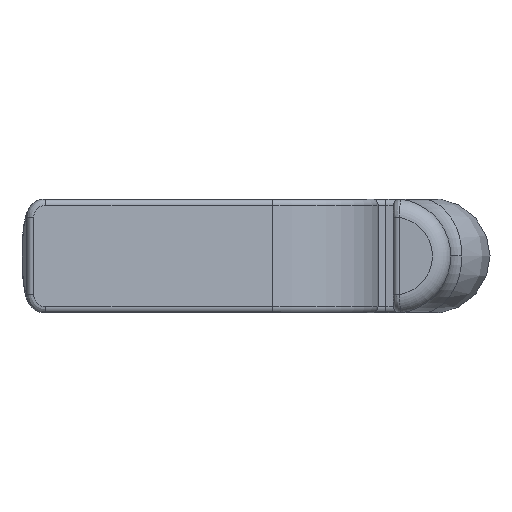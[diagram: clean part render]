
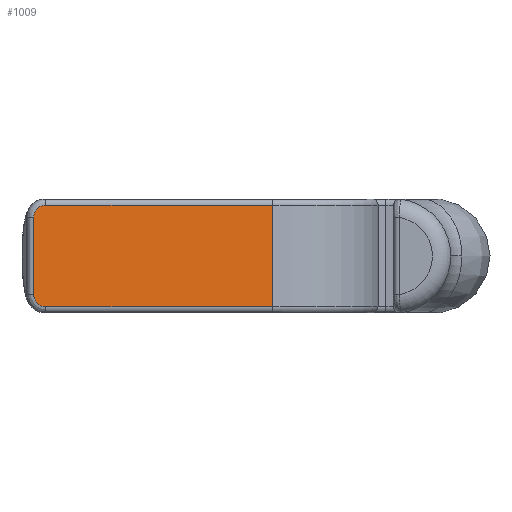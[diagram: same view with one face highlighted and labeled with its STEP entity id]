
A CAD part, front view. The second image highlights one B-rep face of the part: STEP entity #1009.
In plain terms, the highlighted planar face has unit normal (0.138, -0.99, 0).
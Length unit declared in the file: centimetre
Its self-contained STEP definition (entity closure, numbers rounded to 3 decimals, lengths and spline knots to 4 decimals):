
#7 = VECTOR ( 'NONE', #1257, 100. ) ;
#8 = CARTESIAN_POINT ( 'NONE',  ( -1.4618, -5.2797, -0.1599 ) ) ;
#20 = CARTESIAN_POINT ( 'NONE',  ( -1.4618, -5.2797, -0.1734 ) ) ;
#56 = FACE_OUTER_BOUND ( 'NONE', #1301, .T. ) ;
#60 = EDGE_CURVE ( 'NONE', #612, #854, #1525, .T. ) ;
#63 = VERTEX_POINT ( 'NONE', #1479 ) ;
#70 = CARTESIAN_POINT ( 'NONE',  ( -1.4618, -5.2797, 0.1734 ) ) ;
#91 = CARTESIAN_POINT ( 'NONE',  ( -1.4379, -5.2764, 0.2056 ) ) ;
#110 = VECTOR ( 'NONE', #434, 100. ) ;
#134 = AXIS2_PLACEMENT_3D ( 'NONE', #1109, #1125, #528 ) ;
#174 = VERTEX_POINT ( 'NONE', #8 ) ;
#181 = PLANE ( 'NONE',  #134 ) ;
#207 = LINE ( 'NONE', #313, #304 ) ;
#304 = VECTOR ( 'NONE', #1007, 100. ) ;
#306 = ORIENTED_EDGE ( 'NONE', *, *, #788, .T. ) ;
#313 = CARTESIAN_POINT ( 'NONE',  ( -0.4695, -5.1411, -0.2112 ) ) ;
#327 = CARTESIAN_POINT ( 'NONE',  ( -1.4115, -5.2727, 0.2112 ) ) ;
#434 = DIRECTION ( 'NONE',  ( 0., 0., -1. ) ) ;
#466 = ORIENTED_EDGE ( 'NONE', *, *, #580, .T. ) ;
#508 = CARTESIAN_POINT ( 'NONE',  ( -1.438, -5.2764, -0.2056 ) ) ;
#515 = CARTESIAN_POINT ( 'NONE',  ( -1.4618, -5.2797, -0.1599 ) ) ;
#528 = DIRECTION ( 'NONE',  ( 0., 0., -1. ) ) ;
#529 = VERTEX_POINT ( 'NONE', #683 ) ;
#546 = CARTESIAN_POINT ( 'NONE',  ( -1.4618, -5.2797, -0.2381 ) ) ;
#554 = ORIENTED_EDGE ( 'NONE', *, *, #800, .T. ) ;
#580 = EDGE_CURVE ( 'NONE', #174, #968, #999, .T. ) ;
#612 = VERTEX_POINT ( 'NONE', #983 ) ;
#683 = CARTESIAN_POINT ( 'NONE',  ( -0.4695, -5.1411, 0.2112 ) ) ;
#688 = DIRECTION ( 'NONE',  ( 0., 0., 1. ) ) ;
#727 = EDGE_CURVE ( 'NONE', #968, #63, #207, .T. ) ;
#788 = EDGE_CURVE ( 'NONE', #854, #174, #1251, .T. ) ;
#800 = EDGE_CURVE ( 'NONE', #529, #612, #1235, .T. ) ;
#819 = ORIENTED_EDGE ( 'NONE', *, *, #60, .T. ) ;
#850 = EDGE_CURVE ( 'NONE', #63, #529, #1159, .T. ) ;
#854 = VERTEX_POINT ( 'NONE', #1036 ) ;
#903 = CARTESIAN_POINT ( 'NONE',  ( -0.4695, -5.1411, 0.2112 ) ) ;
#921 = CARTESIAN_POINT ( 'NONE',  ( -1.4565, -5.279, 0.1866 ) ) ;
#954 = CARTESIAN_POINT ( 'NONE',  ( -1.4115, -5.2727, -0.2112 ) ) ;
#968 = VERTEX_POINT ( 'NONE', #1048 ) ;
#969 = VECTOR ( 'NONE', #688, 100. ) ;
#977 = CARTESIAN_POINT ( 'NONE',  ( -1.4249, -5.2746, -0.2112 ) ) ;
#983 = CARTESIAN_POINT ( 'NONE',  ( -1.4115, -5.2727, 0.2112 ) ) ;
#999 = B_SPLINE_CURVE_WITH_KNOTS ( 'NONE', 3,
 ( #515, #20, #1320, #508, #977, #954 ),
 .UNSPECIFIED., .F., .F.,
 ( 4, 2, 4 ),
 ( 0., 0.0004, 0.0008 ),
 .UNSPECIFIED. ) ;
#1007 = DIRECTION ( 'NONE',  ( 0.99, 0.138, 0. ) ) ;
#1009 = ADVANCED_FACE ( 'NONE', ( #56 ), #181, .T. ) ;
#1022 = ORIENTED_EDGE ( 'NONE', *, *, #850, .T. ) ;
#1036 = CARTESIAN_POINT ( 'NONE',  ( -1.4618, -5.2797, 0.1599 ) ) ;
#1048 = CARTESIAN_POINT ( 'NONE',  ( -1.4115, -5.2727, -0.2112 ) ) ;
#1109 = CARTESIAN_POINT ( 'NONE',  ( -0.4695, -5.1411, -0.2381 ) ) ;
#1125 = DIRECTION ( 'NONE',  ( 0.138, -0.99, 0. ) ) ;
#1151 = ORIENTED_EDGE ( 'NONE', *, *, #727, .T. ) ;
#1154 = CARTESIAN_POINT ( 'NONE',  ( -1.4249, -5.2746, 0.2112 ) ) ;
#1159 = LINE ( 'NONE', #1397, #969 ) ;
#1235 = LINE ( 'NONE', #903, #7 ) ;
#1251 = LINE ( 'NONE', #546, #110 ) ;
#1257 = DIRECTION ( 'NONE',  ( -0.99, -0.138, 0. ) ) ;
#1273 = CARTESIAN_POINT ( 'NONE',  ( -1.4618, -5.2797, 0.1599 ) ) ;
#1301 = EDGE_LOOP ( 'NONE', ( #1022, #554, #819, #306, #466, #1151 ) ) ;
#1320 = CARTESIAN_POINT ( 'NONE',  ( -1.4565, -5.279, -0.1866 ) ) ;
#1397 = CARTESIAN_POINT ( 'NONE',  ( -0.4695, -5.1411, -0.2381 ) ) ;
#1479 = CARTESIAN_POINT ( 'NONE',  ( -0.4695, -5.1411, -0.2112 ) ) ;
#1525 = B_SPLINE_CURVE_WITH_KNOTS ( 'NONE', 3,
 ( #327, #1154, #91, #921, #70, #1273 ),
 .UNSPECIFIED., .F., .F.,
 ( 4, 2, 4 ),
 ( 0., 0.0004, 0.0008 ),
 .UNSPECIFIED. ) ;
